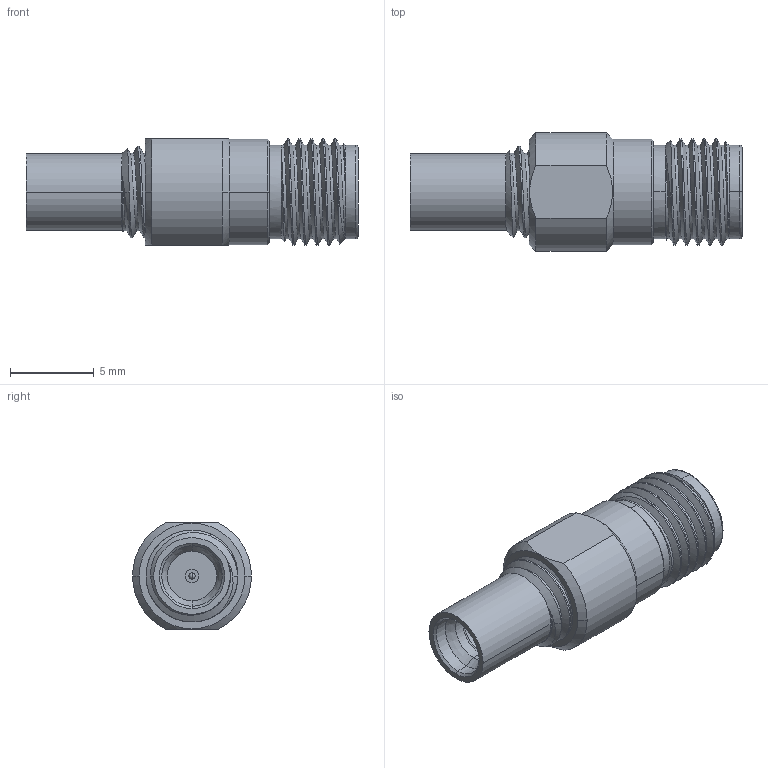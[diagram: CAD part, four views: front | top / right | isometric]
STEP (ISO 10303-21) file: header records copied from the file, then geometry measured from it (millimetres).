
FILE_DESCRIPTION (( 'STEP AP203' ), '1' );
FILE_NAME ('PE91056.step', '2018-11-19T21:28:36', ( '' ), ( '' ), 'SwSTEP 2.0', 'SolidWorks 2017', '' );
FILE_SCHEMA (( 'CONFIG_CONTROL_DESIGN' ));
Length unit declared in the file: inch
Products named in the file (1): PE91056
Bounding box: 19.81 x 7.1 x 6.35 mm (x, y, z)
Volume: 442.1 mm3; surface area: 642.6 mm2
Topology: 1 solids, 3 shells, 94 faces, 212 edges, 130 vertices
Faces by surface type: cylinder 44, cone 23, plane 16, bspline 7, torus 2, sphere 2
Entity records: 5332 total; most frequent: CARTESIAN_POINT 3298, ORIENTED_EDGE 416, DIRECTION 401, EDGE_CURVE 208, AXIS2_PLACEMENT_3D 168, VERTEX_POINT 128, EDGE_LOOP 102, ADVANCED_FACE 94
